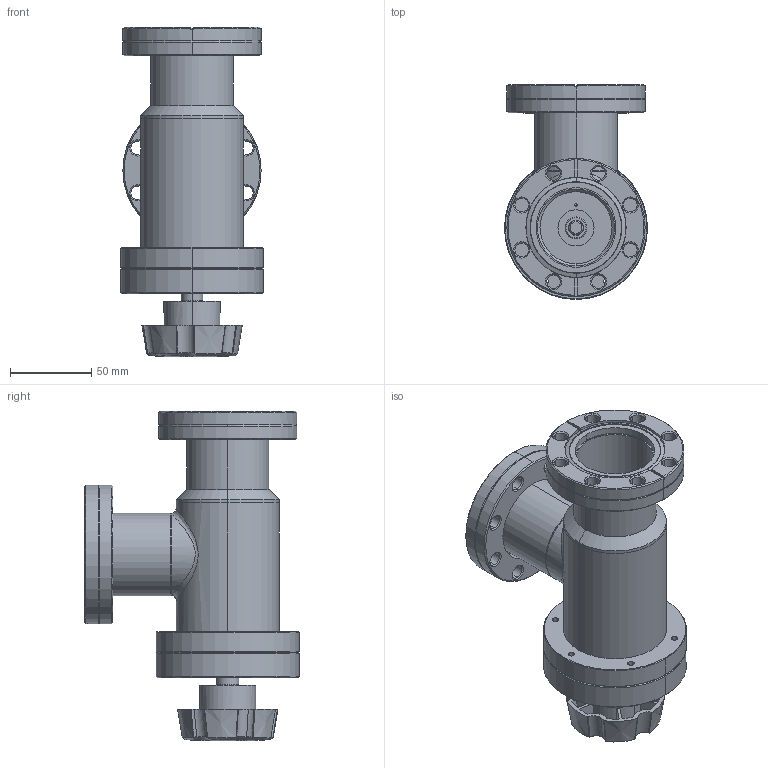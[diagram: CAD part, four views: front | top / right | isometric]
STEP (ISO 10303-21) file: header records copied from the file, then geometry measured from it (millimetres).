
FILE_DESCRIPTION (( 'STEP AP214' ), '1' );
FILE_NAME ('A-200-H-CF_ANGLE_VALVE_RIGHT_ANGLE_VITON_BONNET_MANUAL.STEP', '2020-03-20T06:03:54', ( 'admin' ), ( 'Microsoft' ), 'SwSTEP 2.0', 'SolidWorks 2016', '' );
FILE_SCHEMA (( 'AUTOMOTIVE_DESIGN' ));
Length unit declared in the file: inch
Products named in the file (1): A-200-H-CF_ANGLE_VALVE_RIGHT_ANGLE_VITON_BONNET_MANUAL
Bounding box: 88.27 x 132.42 x 203.25 mm (x, y, z)
Volume: 350332 mm3; surface area: 175388.8 mm2
Topology: 13 solids, 13 shells, 472 faces, 1196 edges, 772 vertices
Faces by surface type: cylinder 192, cone 159, plane 97, bspline 24
Entity records: 17750 total; most frequent: CARTESIAN_POINT 6001, DIRECTION 2480, ORIENTED_EDGE 2392, EDGE_CURVE 1196, AXIS2_PLACEMENT_3D 1043, VERTEX_POINT 772, CIRCLE 594, EDGE_LOOP 576
